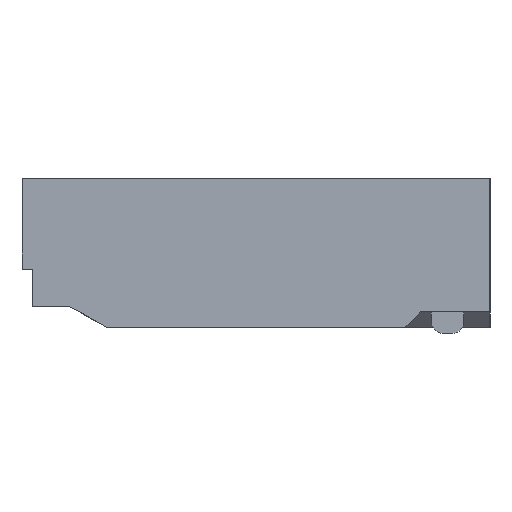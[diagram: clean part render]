
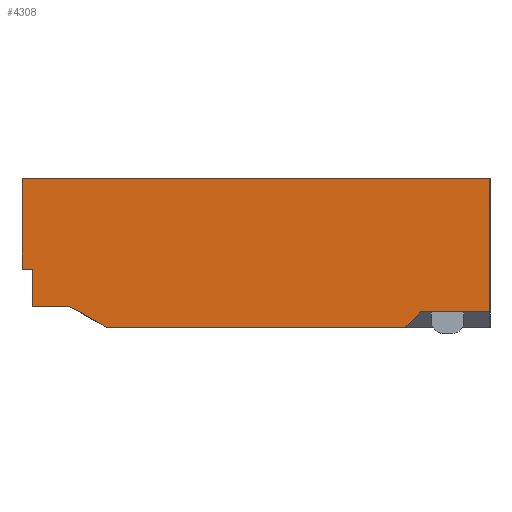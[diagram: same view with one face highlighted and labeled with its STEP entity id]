
A CAD part, left-side view. The second image highlights one B-rep face of the part: STEP entity #4308.
In plain terms, the highlighted planar face has unit normal (-1, 0, 0).
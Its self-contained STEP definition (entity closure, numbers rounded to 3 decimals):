
#135=FACE_OUTER_BOUND('',#354,.T.);
#354=EDGE_LOOP('',(#3033,#3034,#3035,#3036,#3037,#3038,#3039,#3040,#3041,
#3042));
#604=LINE('',#6007,#1179);
#640=LINE('',#6082,#1215);
#677=LINE('',#6157,#1252);
#744=LINE('',#6288,#1319);
#745=LINE('',#6290,#1320);
#746=LINE('',#6292,#1321);
#747=LINE('',#6294,#1322);
#748=LINE('',#6296,#1323);
#749=LINE('',#6298,#1324);
#750=LINE('',#6299,#1325);
#1179=VECTOR('',#4930,0.651);
#1215=VECTOR('',#4980,2.797);
#1252=VECTOR('',#5033,0.211);
#1319=VECTOR('',#5148,1.25);
#1320=VECTOR('',#5149,4.396);
#1321=VECTOR('',#5150,0.848);
#1322=VECTOR('',#5151,0.099);
#1323=VECTOR('',#5152,0.352);
#1324=VECTOR('',#5153,0.352);
#1325=VECTOR('',#5154,0.402);
#1720=VERTEX_POINT('',#6003);
#1722=VERTEX_POINT('',#6006);
#1753=VERTEX_POINT('',#6079);
#1754=VERTEX_POINT('',#6081);
#1824=VERTEX_POINT('',#6287);
#1825=VERTEX_POINT('',#6289);
#1826=VERTEX_POINT('',#6291);
#1827=VERTEX_POINT('',#6293);
#1828=VERTEX_POINT('',#6295);
#1829=VERTEX_POINT('',#6297);
#2142=EDGE_CURVE('',#1722,#1720,#604,.T.);
#2178=EDGE_CURVE('',#1754,#1753,#640,.T.);
#2215=EDGE_CURVE('',#1753,#1722,#677,.T.);
#2282=EDGE_CURVE('',#1720,#1824,#744,.T.);
#2283=EDGE_CURVE('',#1824,#1825,#745,.T.);
#2284=EDGE_CURVE('',#1825,#1826,#746,.T.);
#2285=EDGE_CURVE('',#1826,#1827,#747,.T.);
#2286=EDGE_CURVE('',#1827,#1828,#748,.T.);
#2287=EDGE_CURVE('',#1828,#1829,#749,.T.);
#2288=EDGE_CURVE('',#1829,#1754,#750,.T.);
#3033=ORIENTED_EDGE('',*,*,#2142,.T.);
#3034=ORIENTED_EDGE('',*,*,#2282,.T.);
#3035=ORIENTED_EDGE('',*,*,#2283,.T.);
#3036=ORIENTED_EDGE('',*,*,#2284,.T.);
#3037=ORIENTED_EDGE('',*,*,#2285,.T.);
#3038=ORIENTED_EDGE('',*,*,#2286,.T.);
#3039=ORIENTED_EDGE('',*,*,#2287,.T.);
#3040=ORIENTED_EDGE('',*,*,#2288,.T.);
#3041=ORIENTED_EDGE('',*,*,#2178,.T.);
#3042=ORIENTED_EDGE('',*,*,#2215,.T.);
#3880=PLANE('',#4554);
#4308=ADVANCED_FACE('',(#135),#3880,.F.);
#4554=AXIS2_PLACEMENT_3D('',#6286,#5146,#5147);
#4930=DIRECTION('',(0.,-1.,0.));
#4980=DIRECTION('',(0.,-1.,0.));
#5033=DIRECTION('',(0.,-0.707,0.707));
#5146=DIRECTION('center_axis',(1.,0.,0.));
#5147=DIRECTION('ref_axis',(0.,0.,
-1.));
#5148=DIRECTION('',(0.,0.,1.));
#5149=DIRECTION('',(0.,1.,0.));
#5150=DIRECTION('',(0.,0.,-1.));
#5151=DIRECTION('',(0.,-1.,0.));
#5152=DIRECTION('',(0.,0.,-1.));
#5153=DIRECTION('',(0.,-1.,0.));
#5154=DIRECTION('',(0.,-0.868,-0.497));
#6003=CARTESIAN_POINT('',(-4.5,-2.198,0.2));
#6006=CARTESIAN_POINT('',(-4.5,-1.548,0.2));
#6007=CARTESIAN_POINT('',(-4.5,-1.296,0.2));
#6079=CARTESIAN_POINT('',(-4.5,-1.398,0.05));
#6081=CARTESIAN_POINT('',(-4.5,1.398,0.05));
#6082=CARTESIAN_POINT('',(-4.5,1.398,0.05));
#6157=CARTESIAN_POINT('',(-4.5,-1.312,-0.036));
#6286=CARTESIAN_POINT('Origin',(-4.5,-0.034,0.772));
#6287=CARTESIAN_POINT('',(-4.5,-2.198,1.45));
#6288=CARTESIAN_POINT('',(-4.5,-2.198,0.05));
#6289=CARTESIAN_POINT('',(-4.5,2.198,1.45));
#6290=CARTESIAN_POINT('',(-4.5,-2.198,1.45));
#6291=CARTESIAN_POINT('',(-4.5,2.198,0.602));
#6292=CARTESIAN_POINT('',(-4.5,2.198,1.45));
#6293=CARTESIAN_POINT('',(-4.5,2.099,0.602));
#6294=CARTESIAN_POINT('',(-4.5,2.198,0.602));
#6295=CARTESIAN_POINT('',(-4.5,2.099,0.25));
#6296=CARTESIAN_POINT('',(-4.5,2.099,0.602));
#6297=CARTESIAN_POINT('',(-4.5,1.747,0.25));
#6298=CARTESIAN_POINT('',(-4.5,2.099,0.25));
#6299=CARTESIAN_POINT('',(-4.5,1.747,0.25));
